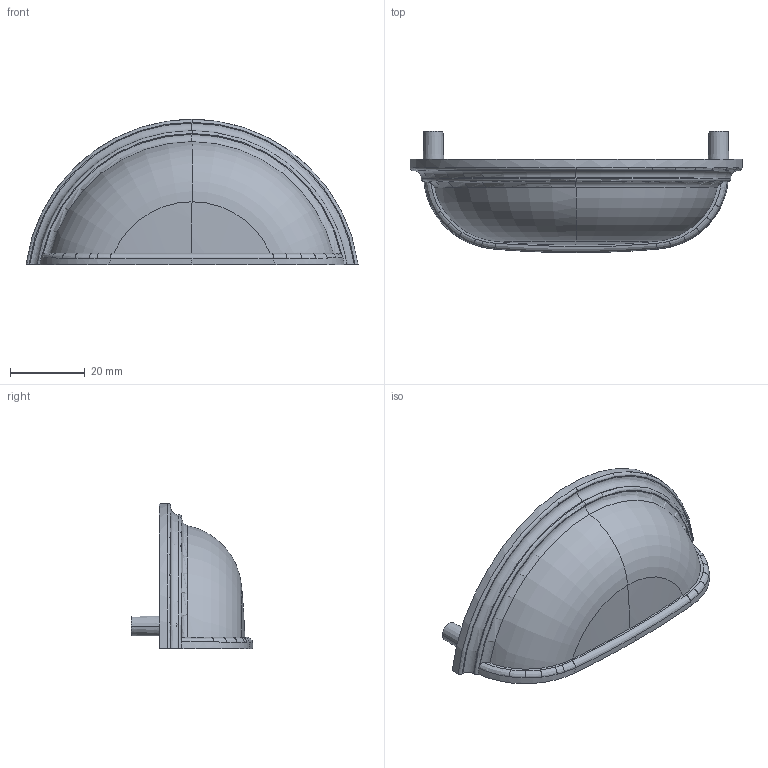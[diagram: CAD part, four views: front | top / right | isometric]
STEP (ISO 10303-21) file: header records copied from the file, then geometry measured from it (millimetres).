
FILE_DESCRIPTION((''),'2;1');
FILE_NAME('1177-30','2011-01-05T',('project'),(''),'PRO/ENGINEER BY PARAMETRIC TECHNOLOGY CORPORATION, 2009300','PRO/ENGINEER BY PARAMETRIC TECHNOLOGY CORPORATION, 2009300','');
FILE_SCHEMA(('CONFIG_CONTROL_DESIGN'));
Length unit declared in the file: inch
Products named in the file (1): 1177-30
Bounding box: 88.73 x 32.42 x 38.77 mm (x, y, z)
Volume: 10957.3 mm3; surface area: 9008.9 mm2
Topology: 1 solids, 1 shells, 54 faces, 142 edges, 90 vertices
Faces by surface type: bspline 15, torus 14, cone 8, plane 7, cylinder 7, sphere 3
Entity records: 2847 total; most frequent: CARTESIAN_POINT 1609, ORIENTED_EDGE 276, DIRECTION 210, EDGE_CURVE 138, AXIS2_PLACEMENT_3D 94, VERTEX_POINT 90, B_SPLINE_CURVE_WITH_KNOTS 61, EDGE_LOOP 58
